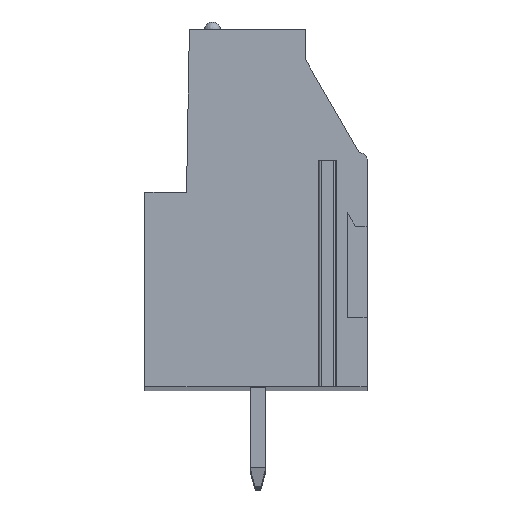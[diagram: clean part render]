
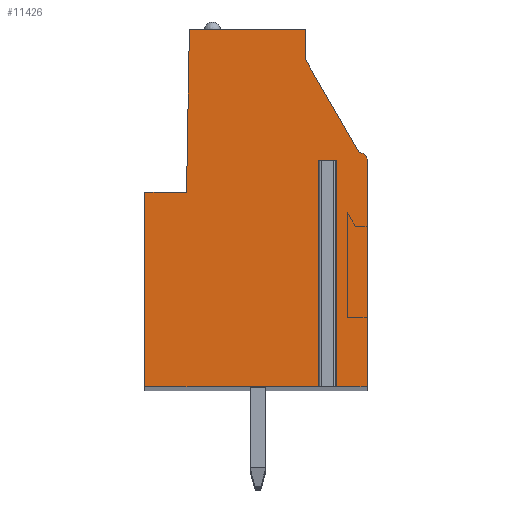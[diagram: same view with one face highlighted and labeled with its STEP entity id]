
A CAD part, top view. The second image highlights one B-rep face of the part: STEP entity #11426.
In plain terms, the highlighted planar face has unit normal (0, 0, 1).
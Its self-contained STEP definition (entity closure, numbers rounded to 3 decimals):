
#1276=DIRECTION('',(1.,0.,0.));
#1277=VECTOR('',#1276,0.5);
#1278=CARTESIAN_POINT('',(3.347,2.4,2.54));
#1279=LINE('',#1278,#1277);
#1280=DIRECTION('',(0.,1.,0.));
#1281=VECTOR('',#1280,11.4);
#1282=CARTESIAN_POINT('',(3.347,-9.,2.54));
#1283=LINE('',#1282,#1281);
#1284=DIRECTION('',(1.,0.,0.));
#1285=VECTOR('',#1284,8.95);
#1286=CARTESIAN_POINT('',(-5.603,-9.,2.54));
#1287=LINE('',#1286,#1285);
#1288=DIRECTION('',(0.,-1.,0.));
#1289=VECTOR('',#1288,9.8);
#1290=CARTESIAN_POINT('',(-5.603,0.8,2.54));
#1291=LINE('',#1290,#1289);
#1292=DIRECTION('',(-1.,0.,0.));
#1293=VECTOR('',#1292,2.1);
#1294=CARTESIAN_POINT('',(-3.503,0.8,2.54));
#1295=LINE('',#1294,#1293);
#1296=DIRECTION('',(-0.017,-1.,0.));
#1297=VECTOR('',#1296,8.201);
#1298=CARTESIAN_POINT('',(-3.36,9.,2.54));
#1299=LINE('',#1298,#1297);
#1300=DIRECTION('',(-1.,0.,0.));
#1301=VECTOR('',#1300,5.86);
#1302=CARTESIAN_POINT('',(2.5,9.,2.54));
#1303=LINE('',#1302,#1301);
#1304=DIRECTION('',(0.,1.,0.));
#1305=VECTOR('',#1304,1.523);
#1306=CARTESIAN_POINT('',(2.5,7.477,2.54));
#1307=LINE('',#1306,#1305);
#1308=DIRECTION('',(-0.5,0.866,0.));
#1309=VECTOR('',#1308,5.394);
#1310=CARTESIAN_POINT('',(5.197,2.805,2.54));
#1311=LINE('',#1310,#1309);
#1312=CARTESIAN_POINT('',(5.197,2.405,2.54));
#1313=DIRECTION('',(0.,0.,1.));
#1314=DIRECTION('',(1.,0.,0.));
#1315=AXIS2_PLACEMENT_3D('',#1312,#1313,#1314);
#1317=DIRECTION('',(0.,1.,0.));
#1318=VECTOR('',#1317,11.405);
#1319=CARTESIAN_POINT('',(5.597,-9.,2.54));
#1320=LINE('',#1319,#1318);
#1321=DIRECTION('',(1.,0.,0.));
#1322=VECTOR('',#1321,1.75);
#1323=CARTESIAN_POINT('',(3.847,-9.,2.54));
#1324=LINE('',#1323,#1322);
#1325=DIRECTION('',(0.,1.,0.));
#1326=VECTOR('',#1325,11.4);
#1327=CARTESIAN_POINT('',(3.847,-9.,2.54));
#1328=LINE('',#1327,#1326);
#8293=CARTESIAN_POINT('',(5.597,-9.,2.54));
#8294=CARTESIAN_POINT('',(5.597,2.405,2.54));
#8295=VERTEX_POINT('',#8293);
#8296=VERTEX_POINT('',#8294);
#8297=CARTESIAN_POINT('',(5.197,2.805,2.54));
#8298=VERTEX_POINT('',#8297);
#8299=CARTESIAN_POINT('',(2.5,7.477,2.54));
#8300=VERTEX_POINT('',#8299);
#8301=CARTESIAN_POINT('',(2.5,9.,2.54));
#8302=VERTEX_POINT('',#8301);
#8303=CARTESIAN_POINT('',(-3.36,9.,2.54));
#8304=VERTEX_POINT('',#8303);
#8305=CARTESIAN_POINT('',(-3.503,0.8,2.54));
#8306=VERTEX_POINT('',#8305);
#8307=CARTESIAN_POINT('',(-5.603,0.8,2.54));
#8308=VERTEX_POINT('',#8307);
#8309=CARTESIAN_POINT('',(-5.603,-9.,2.54));
#8310=VERTEX_POINT('',#8309);
#8347=CARTESIAN_POINT('',(3.347,2.4,2.54));
#8348=CARTESIAN_POINT('',(3.847,2.4,2.54));
#8349=VERTEX_POINT('',#8347);
#8350=VERTEX_POINT('',#8348);
#8351=CARTESIAN_POINT('',(3.347,-9.,2.54));
#8352=VERTEX_POINT('',#8351);
#8353=CARTESIAN_POINT('',(3.847,-9.,2.54));
#8354=VERTEX_POINT('',#8353);
#11403=CARTESIAN_POINT('',(0.,0.,2.54));
#11404=DIRECTION('',(0.,0.,1.));
#11405=DIRECTION('',(1.,0.,0.));
#11406=AXIS2_PLACEMENT_3D('',#11403,#11404,#11405);
#11407=PLANE('',#11406);
#11409=ORIENTED_EDGE('',*,*,#11408,.F.);
#11411=ORIENTED_EDGE('',*,*,#11410,.F.);
#11412=ORIENTED_EDGE('',*,*,#10529,.F.);
#11413=ORIENTED_EDGE('',*,*,#10864,.F.);
#11414=ORIENTED_EDGE('',*,*,#10878,.F.);
#11415=ORIENTED_EDGE('',*,*,#10892,.F.);
#11416=ORIENTED_EDGE('',*,*,#10906,.F.);
#11417=ORIENTED_EDGE('',*,*,#11136,.F.);
#11418=ORIENTED_EDGE('',*,*,#11150,.F.);
#11419=ORIENTED_EDGE('',*,*,#11164,.F.);
#11420=ORIENTED_EDGE('',*,*,#11177,.F.);
#11421=ORIENTED_EDGE('',*,*,#10541,.F.);
#11423=ORIENTED_EDGE('',*,*,#11422,.T.);
#11424=EDGE_LOOP('',(#11409,#11411,#11412,#11413,#11414,#11415,#11416,#11417,
#11418,#11419,#11420,#11421,#11423));
#11425=FACE_OUTER_BOUND('',#11424,.F.);
#1316=CIRCLE('',#1315,0.4);
#10529=EDGE_CURVE('',#8310,#8352,#1287,.T.);
#10541=EDGE_CURVE('',#8354,#8295,#1324,.T.);
#10864=EDGE_CURVE('',#8308,#8310,#1291,.T.);
#10878=EDGE_CURVE('',#8306,#8308,#1295,.T.);
#10892=EDGE_CURVE('',#8304,#8306,#1299,.T.);
#10906=EDGE_CURVE('',#8302,#8304,#1303,.T.);
#11136=EDGE_CURVE('',#8300,#8302,#1307,.T.);
#11150=EDGE_CURVE('',#8298,#8300,#1311,.T.);
#11164=EDGE_CURVE('',#8296,#8298,#1316,.T.);
#11177=EDGE_CURVE('',#8295,#8296,#1320,.T.);
#11408=EDGE_CURVE('',#8349,#8350,#1279,.T.);
#11410=EDGE_CURVE('',#8352,#8349,#1283,.T.);
#11422=EDGE_CURVE('',#8354,#8350,#1328,.T.);
#11426=ADVANCED_FACE('',(#11425),#11407,.T.);
